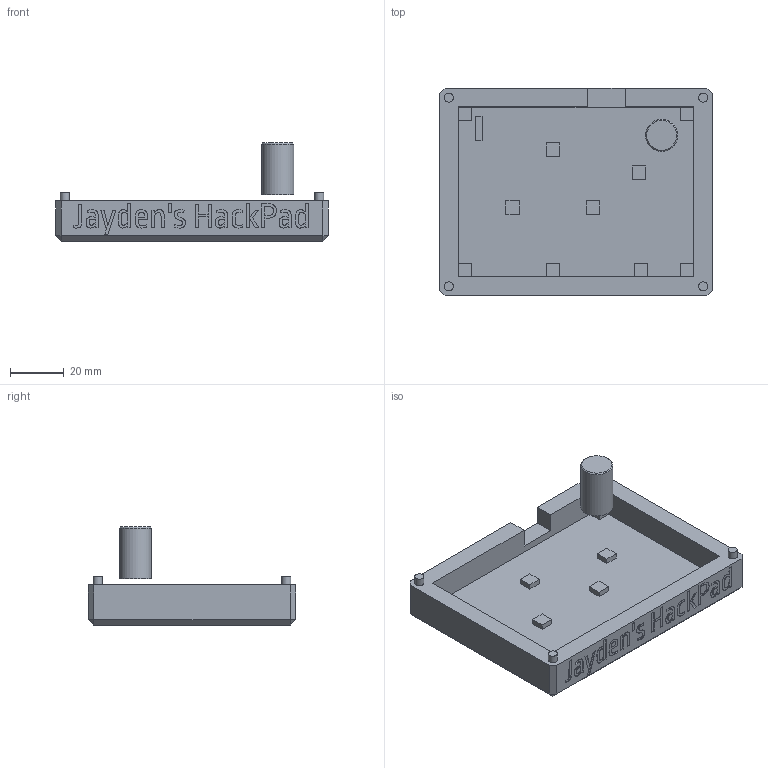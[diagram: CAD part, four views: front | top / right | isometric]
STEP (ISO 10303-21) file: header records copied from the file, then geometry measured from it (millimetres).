
FILE_DESCRIPTION(/* description */ ('STEP AP242','CAx-IF Rec.Pracs.---Representation and Presentation of Product Manufacturing Information (PMI)---4.0---2014-10-13','CAx-IF Rec.Pracs.---3D Tessellated Geometry---0.4---2014-09-14','2;1'),/* implementation_level */ '2;1');
FILE_NAME(/* name */ '67b6a478258774498fe5da3e',/* time_stamp */ '2025-02-20T03:41:45Z',/* author */ (''),/* organization */ (''),/* preprocessor_version */ 'ST-DEVELOPER v20',/* originating_system */ 'ONSHAPE BY PTC INC, 1.193',/* authorisation */ ' ');
FILE_SCHEMA (('AP242_MANAGED_MODEL_BASED_3D_ENGINEERING_MIM_LF { 1 0 10303 442 1 1 4 }'));
Length unit declared in the file: metre
Products named in the file (3): hackpadv1 1; Part 152; Part 1
Assembly tree (2 placements, depth 2):
  hackpadv1 1
    Part 152
    Part 1
Bounding box: 101.7 x 77.4 x 36.57 mm (x, y, z)
Volume: 62787.5 mm3; surface area: 25353 mm2
Topology: 2 solids, 2 shells, 377 faces, 1007 edges, 667 vertices
Faces by surface type: plane 216, bspline 139, cylinder 21, cone 1
Full cylindrical faces by diameter (mm): 3.4 x4, 9 x1, 12 x1
Entity records: 12108 total; most frequent: CARTESIAN_POINT 3576, ORIENTED_EDGE 2000, DIRECTION 1247, EDGE_CURVE 1000, LINE 679, VECTOR 679, VERTEX_POINT 667, EDGE_LOOP 417
